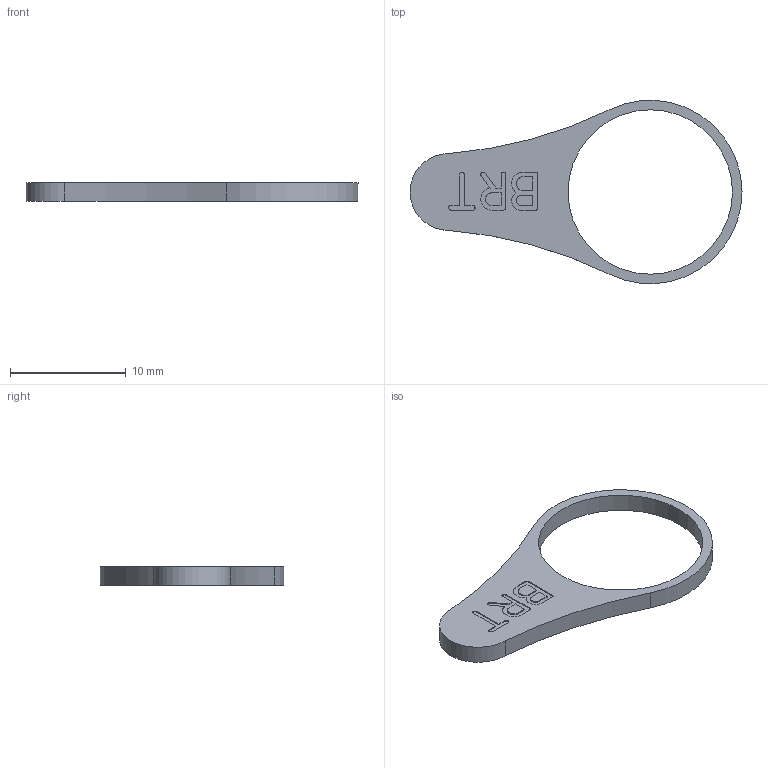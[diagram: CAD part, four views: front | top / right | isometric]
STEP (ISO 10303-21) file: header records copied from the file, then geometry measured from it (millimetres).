
FILE_DESCRIPTION(/* description */ (''),/* implementation_level */ '2;1');
FILE_NAME(/* name */ 'DDI BRT Legend Plate.step',/* time_stamp */ '2021-01-24T14:00:20+10:00',/* author */ (''),/* organization */ (''),/* preprocessor_version */ 'ST-DEVELOPER v18.1',/* originating_system */ 'Autodesk Translation Framework v9.7.1.1290',/* authorisation */ '');
FILE_SCHEMA (('AUTOMOTIVE_DESIGN { 1 0 10303 214 3 1 1 }'));
Length unit declared in the file: inch
Products named in the file (1): BRT-DDI
Bounding box: 28.72 x 15.85 x 1.59 mm (x, y, z)
Volume: 227.5 mm3; surface area: 476 mm2
Topology: 1 solids, 1 shells, 73 faces, 195 edges, 130 vertices
Faces by surface type: bspline 37, plane 31, cylinder 5
Full cylindrical faces by diameter (mm): 14.224 x1
Entity records: 3534 total; most frequent: CARTESIAN_POINT 1836, ORIENTED_EDGE 390, DIRECTION 205, EDGE_CURVE 195, VERTEX_POINT 130, LINE 111, VECTOR 111, EDGE_LOOP 81
